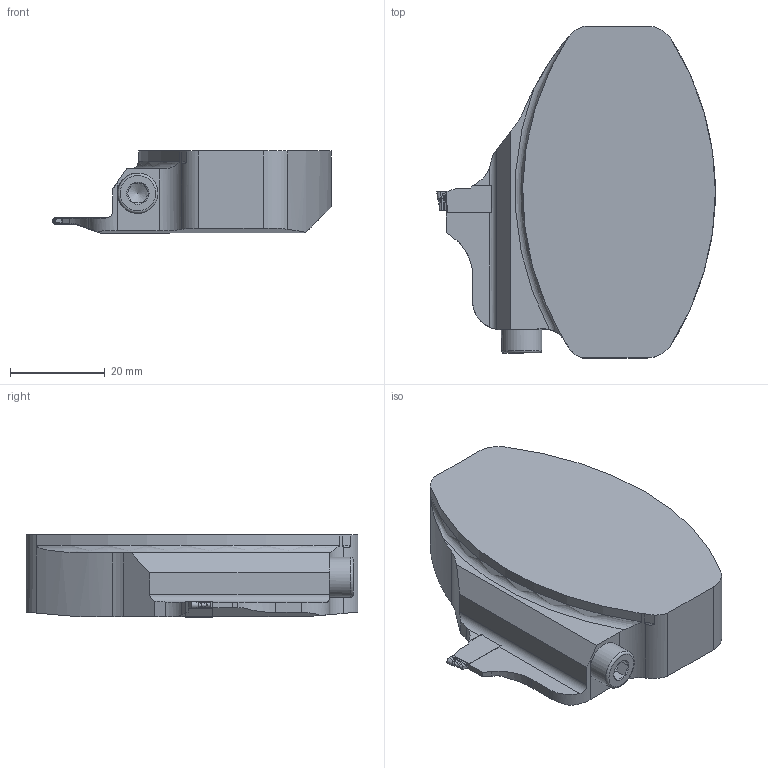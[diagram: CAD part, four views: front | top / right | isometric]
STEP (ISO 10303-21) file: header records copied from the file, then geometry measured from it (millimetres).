
FILE_DESCRIPTION(/* description */ (''),/* implementation_level */ '2;1');
FILE_NAME(/* name */ '1640145742968.stp',/* time_stamp */ '2021-12-22T09:32:39+05:00',/* author */ (''),/* organization */ ('SMS'),/* preprocessor_version */ 'ST-DEVELOPER v16.7',/* originating_system */ 'SIEMENS PLM Software NX 12.0',/* authorisation */ '');
FILE_SCHEMA (('AUTOMOTIVE_DESIGN { 1 0 10303 214 3 1 1 1 }'));
Length unit declared in the file: millimetre
Products named in the file (4): ASSEMBLY_CONSTRUCTION; 201720498mod000_00; 202514250mod000_01; 201723262mod000_02
Assembly tree (3 placements, depth 2):
  201723262mod000_02
    202514250mod000_01
    201720498mod000_00
    ASSEMBLY_CONSTRUCTION
Bounding box: 58.8 x 70 x 17.3 mm (x, y, z)
Volume: 44765 mm3; surface area: 9397.4 mm2
Topology: 2 solids, 2 shells, 126 faces, 339 edges, 225 vertices
Faces by surface type: plane 58, cylinder 36, bspline 11, cone 10, extrusion 8, torus 3
Full cylindrical faces by diameter (mm): 8.5 x1
Entity records: 4815 total; most frequent: CARTESIAN_POINT 1611, ORIENTED_EDGE 664, DIRECTION 606, EDGE_CURVE 332, VERTEX_POINT 214, AXIS2_PLACEMENT_3D 214, VECTOR 178, LINE 170
